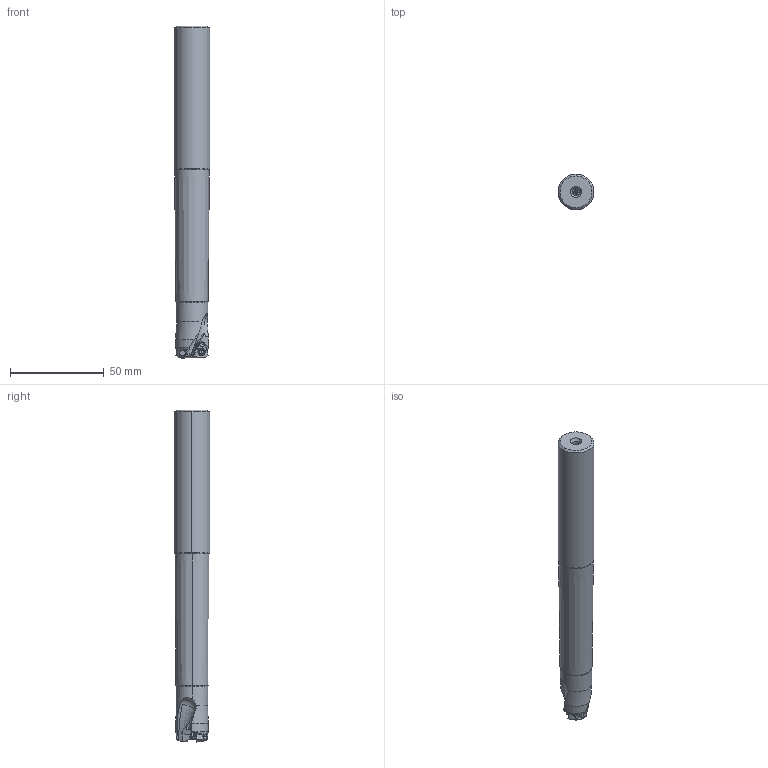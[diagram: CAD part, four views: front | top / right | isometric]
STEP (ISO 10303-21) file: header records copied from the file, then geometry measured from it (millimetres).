
FILE_DESCRIPTION(/* description */ (''),/* implementation_level */ '2;1');
FILE_NAME(/* name */ 'AJXU08R122SA12L.stp',/* time_stamp */ '2021-09-08T11:49:05+09:00',/* author */ (''),/* organization */ (''),/* preprocessor_version */ 'ST-DEVELOPER v16',/* originating_system */ 'SIEMENS PLM Software NX 10.0',/* authorisation */ '');
FILE_SCHEMA (('AUTOMOTIVE_DESIGN { 1 0 10303 214 3 1 1 1 }'));
Length unit declared in the file: millimetre
Products named in the file (1): AJXU08R122SA12L_ASM
Bounding box: 19.05 x 19.05 x 177.04 mm (x, y, z)
Volume: 42343.6 mm3; surface area: 12954.2 mm2
Topology: 3 solids, 3 shells, 228 faces, 686 edges, 469 vertices
Faces by surface type: cylinder 92, plane 54, cone 50, torus 18, bspline 8, sphere 6
Entity records: 11237 total; most frequent: CARTESIAN_POINT 5029, ORIENTED_EDGE 1340, DIRECTION 1218, EDGE_CURVE 670, AXIS2_PLACEMENT_3D 504, VERTEX_POINT 449, EDGE_LOOP 237, ADVANCED_FACE 228
